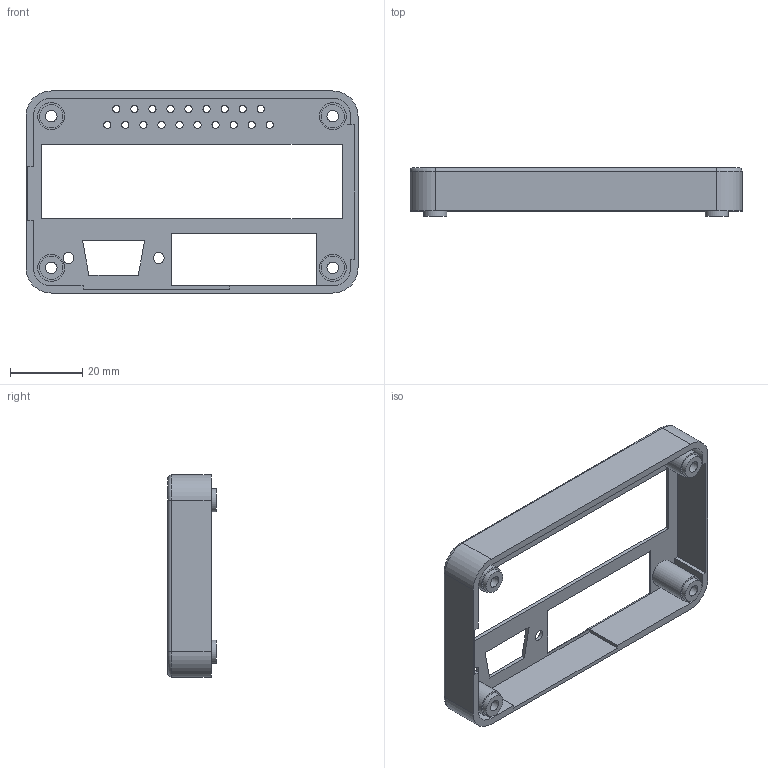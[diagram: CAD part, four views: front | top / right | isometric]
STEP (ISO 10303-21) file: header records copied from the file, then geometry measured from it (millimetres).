
FILE_DESCRIPTION(/* description */ (''),/* implementation_level */ '2;1');
FILE_NAME(/* name */ 'klapa.stp',/* time_stamp */ '2025-09-16T07:05:38+02:00',/* author */ ('sikor'),/* organization */ (''),/* preprocessor_version */ 'ST-DEVELOPER v20',/* originating_system */ 'Autodesk Inventor 2024',/* authorisation */ '');
FILE_SCHEMA (('AUTOMOTIVE_DESIGN { 1 0 10303 214 3 1 1 }'));
Length unit declared in the file: millimetre
Products named in the file (1): bat_closev2
Bounding box: 92 x 13.4 x 56 mm (x, y, z)
Volume: 8815.1 mm3; surface area: 13798.1 mm2
Topology: 1 solids, 1 shells, 104 faces, 263 edges, 171 vertices
Faces by surface type: cylinder 51, plane 47, torus 4, bspline 2
Full cylindrical faces by diameter (mm): 2 x19, 3.2 x4, 5 x4, 6.5 x4, 7.5 x4
Entity records: 3350 total; most frequent: CARTESIAN_POINT 593, DIRECTION 573, ORIENTED_EDGE 526, EDGE_CURVE 263, AXIS2_PLACEMENT_3D 209, EDGE_LOOP 172, VERTEX_POINT 171, LINE 155
